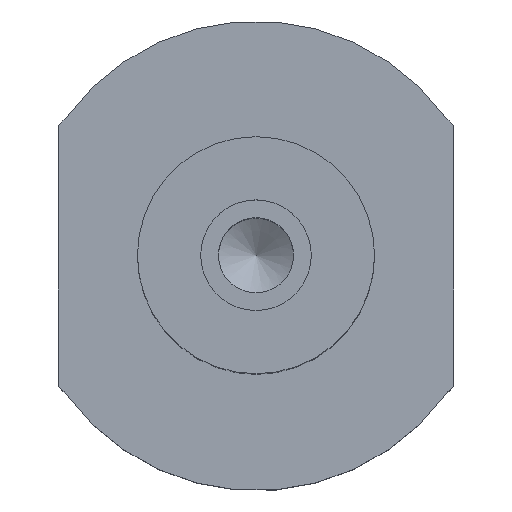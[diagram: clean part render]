
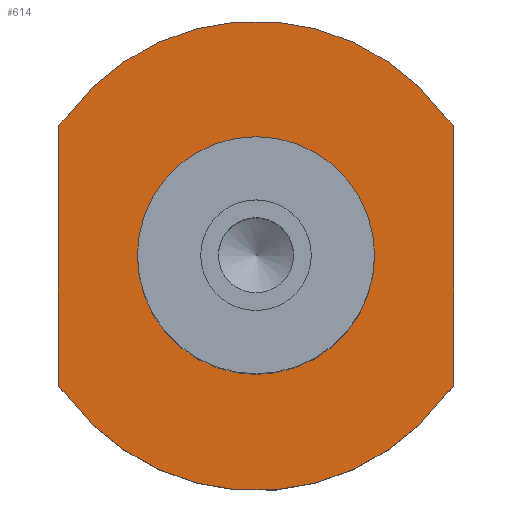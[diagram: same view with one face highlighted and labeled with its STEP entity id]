
A CAD part, top view. The second image highlights one B-rep face of the part: STEP entity #614.
In plain terms, the highlighted planar face has unit normal (0, 0, 1).
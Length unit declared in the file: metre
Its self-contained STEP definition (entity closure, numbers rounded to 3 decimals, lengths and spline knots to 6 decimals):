
#36=CIRCLE('',#683,0.003);
#37=CIRCLE('',#684,0.005941);
#38=CIRCLE('',#685,0.005941);
#112=ORIENTED_EDGE('',*,*,#272,.F.);
#113=ORIENTED_EDGE('',*,*,#273,.T.);
#114=ORIENTED_EDGE('',*,*,#274,.T.);
#115=ORIENTED_EDGE('',*,*,#275,.T.);
#116=ORIENTED_EDGE('',*,*,#276,.T.);
#117=ORIENTED_EDGE('',*,*,#277,.T.);
#118=ORIENTED_EDGE('',*,*,#278,.T.);
#119=ORIENTED_EDGE('',*,*,#279,.T.);
#120=ORIENTED_EDGE('',*,*,#280,.F.);
#272=EDGE_CURVE('',#348,#348,#36,.T.);
#273=EDGE_CURVE('',#349,#350,#397,.T.);
#274=EDGE_CURVE('',#350,#351,#37,.T.);
#275=EDGE_CURVE('',#351,#352,#398,.F.);
#276=EDGE_CURVE('',#352,#353,#399,.T.);
#277=EDGE_CURVE('',#353,#354,#400,.F.);
#278=EDGE_CURVE('',#354,#355,#38,.T.);
#279=EDGE_CURVE('',#355,#356,#401,.T.);
#280=EDGE_CURVE('',#349,#356,#402,.T.);
#348=VERTEX_POINT('',#1004);
#349=VERTEX_POINT('',#1006);
#350=VERTEX_POINT('',#1007);
#351=VERTEX_POINT('',#1009);
#352=VERTEX_POINT('',#1011);
#353=VERTEX_POINT('',#1013);
#354=VERTEX_POINT('',#1015);
#355=VERTEX_POINT('',#1017);
#356=VERTEX_POINT('',#1019);
#397=LINE('',#1005,#447);
#398=LINE('',#1010,#448);
#399=LINE('',#1012,#449);
#400=LINE('',#1014,#450);
#401=LINE('',#1018,#451);
#402=LINE('',#1020,#452);
#447=VECTOR('',#807,1.);
#448=VECTOR('',#810,1.);
#449=VECTOR('',#811,1.);
#450=VECTOR('',#812,1.);
#451=VECTOR('',#815,1.);
#452=VECTOR('',#816,1.);
#489=EDGE_LOOP('',(#112));
#490=EDGE_LOOP('',(#113,#114,#115,#116,#117,#118,#119,#120));
#543=FACE_BOUND('',#489,.T.);
#544=FACE_BOUND('',#490,.T.);
#588=PLANE('',#682);
#614=ADVANCED_FACE('',(#543,#544),#588,.T.);
#682=AXIS2_PLACEMENT_3D('',#1002,#803,#804);
#683=AXIS2_PLACEMENT_3D('',#1003,#805,#806);
#684=AXIS2_PLACEMENT_3D('',#1008,#808,#809);
#685=AXIS2_PLACEMENT_3D('',#1016,#813,#814);
#803=DIRECTION('',(0.,0.,1.));
#804=DIRECTION('',(1.,0.,0.));
#805=DIRECTION('',(0.,0.,1.));
#806=DIRECTION('',(1.,0.,0.));
#807=DIRECTION('',(0.707,-0.707,0.));
#808=DIRECTION('',(0.,0.,1.));
#809=DIRECTION('',(1.,0.,0.));
#810=DIRECTION('',(-0.707,-0.707,0.));
#811=DIRECTION('',(0.,1.,0.));
#812=DIRECTION('',(0.707,-0.707,0.));
#813=DIRECTION('',(0.,0.,1.));
#814=DIRECTION('',(1.,0.,0.));
#815=DIRECTION('',(-0.707,-0.707,0.));
#816=DIRECTION('',(0.,1.,0.));
#1002=CARTESIAN_POINT('',(0.005,0.,0.0035));
#1003=CARTESIAN_POINT('',(0.,0.,0.0035));
#1004=CARTESIAN_POINT('',(0.003,0.,0.0035));
#1005=CARTESIAN_POINT('',(-0.00165,-0.00665,0.0035));
#1006=CARTESIAN_POINT('',(-0.005,-0.0033,0.0035));
#1007=CARTESIAN_POINT('',(-0.0048,-0.0035,0.0035));
#1008=CARTESIAN_POINT('',(0.,0.,0.0035));
#1009=CARTESIAN_POINT('',(0.0048,-0.0035,0.0035));
#1010=CARTESIAN_POINT('',(0.00665,-0.00165,0.0035));
#1011=CARTESIAN_POINT('',(0.005,-0.0033,0.0035));
#1012=CARTESIAN_POINT('',(0.005,0.,0.0035));
#1013=CARTESIAN_POINT('',(0.005,0.0033,0.0035));
#1014=CARTESIAN_POINT('',(0.00665,0.00165,0.0035));
#1015=CARTESIAN_POINT('',(0.0048,0.0035,0.0035));
#1016=CARTESIAN_POINT('',(0.,0.,0.0035));
#1017=CARTESIAN_POINT('',(-0.0048,0.0035,0.0035));
#1018=CARTESIAN_POINT('',(-0.00165,0.00665,0.0035));
#1019=CARTESIAN_POINT('',(-0.005,0.0033,0.0035));
#1020=CARTESIAN_POINT('',(-0.005,0.,0.0035));
